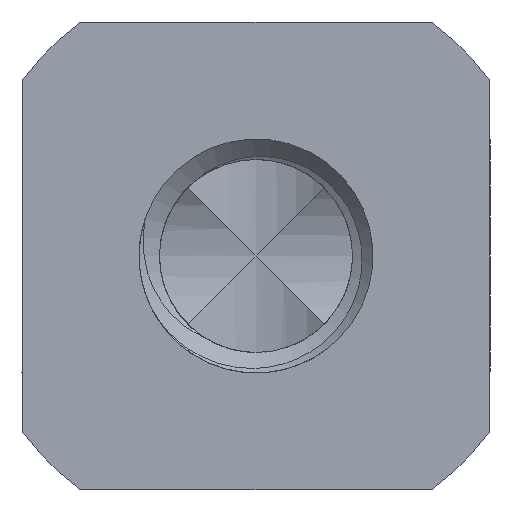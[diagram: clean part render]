
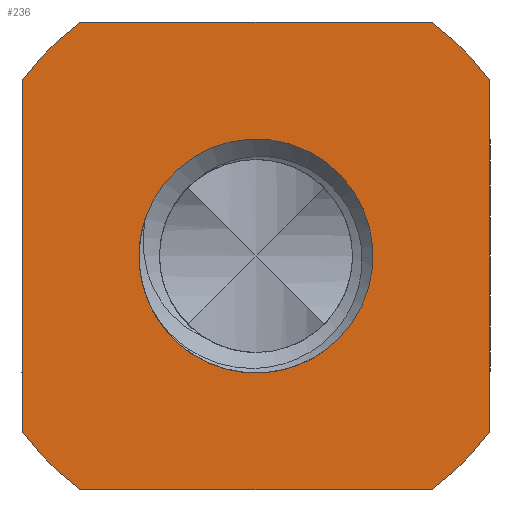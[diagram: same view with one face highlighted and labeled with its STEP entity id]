
A CAD part, front view. The second image highlights one B-rep face of the part: STEP entity #236.
In plain terms, the highlighted planar face has unit normal (0, -1, 0).
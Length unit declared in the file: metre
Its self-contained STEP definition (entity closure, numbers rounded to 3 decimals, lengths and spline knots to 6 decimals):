
#236 = ADVANCED_FACE( 'NONE', ( #540, #541 ), #542, .F. );
#540 = FACE_OUTER_BOUND( '', #1435, .T. );
#541 = FACE_BOUND( '', #1436, .T. );
#542 = PLANE( '', #1437 );
#1435 = EDGE_LOOP( '', ( #3094, #3095, #3096, #3097, #3098, #3099, #3100, #3101 ) );
#1436 = EDGE_LOOP( '', ( #3102, #3103 ) );
#1437 = AXIS2_PLACEMENT_3D( '', #3104, #3105, #3106 );
#3094 = ORIENTED_EDGE( '', *, *, #3991, .F. );
#3095 = ORIENTED_EDGE( '', *, *, #4204, .F. );
#3096 = ORIENTED_EDGE( '', *, *, #4205, .F. );
#3097 = ORIENTED_EDGE( '', *, *, #3931, .F. );
#3098 = ORIENTED_EDGE( '', *, *, #4206, .T. );
#3099 = ORIENTED_EDGE( '', *, *, #4011, .F. );
#3100 = ORIENTED_EDGE( '', *, *, #4015, .T. );
#3101 = ORIENTED_EDGE( '', *, *, #4022, .F. );
#3102 = ORIENTED_EDGE( '', *, *, #4113, .T. );
#3103 = ORIENTED_EDGE( '', *, *, #3831, .T. );
#3104 = CARTESIAN_POINT( '', ( 0., -0.004, 0. ) );
#3105 = DIRECTION( '', ( 0., 1., 0. ) );
#3106 = DIRECTION( '', ( 1., 0., 0. ) );
#3831 = EDGE_CURVE( 'NONE', #4425, #4423, #4426, .T. );
#3931 = EDGE_CURVE( 'NONE', #4610, #4611, #4612, .T. );
#3991 = EDGE_CURVE( 'NONE', #4713, #4714, #4715, .T. );
#4011 = EDGE_CURVE( 'NONE', #4748, #4749, #4750, .T. );
#4015 = EDGE_CURVE( 'NONE', #4748, #4754, #4755, .T. );
#4022 = EDGE_CURVE( 'NONE', #4714, #4754, #4766, .T. );
#4113 = EDGE_CURVE( 'NONE', #4423, #4425, #4922, .T. );
#4204 = EDGE_CURVE( 'NONE', #5076, #4713, #5077, .T. );
#4205 = EDGE_CURVE( 'NONE', #4611, #5076, #5078, .T. );
#4206 = EDGE_CURVE( 'NONE', #4610, #4749, #5079, .T. );
#4423 = VERTEX_POINT( 'NONE', #5437 );
#4425 = VERTEX_POINT( 'NONE', #5453 );
#4426 = CIRCLE( '', #5454, 0.002 );
#4610 = VERTEX_POINT( 'NONE', #6226 );
#4611 = VERTEX_POINT( 'NONE', #6227 );
#4612 = CIRCLE( '', #6228, 0.005 );
#4713 = VERTEX_POINT( 'NONE', #6439 );
#4714 = VERTEX_POINT( 'NONE', #6440 );
#4715 = LINE( '', #6441, #6442 );
#4748 = VERTEX_POINT( 'NONE', #6516 );
#4749 = VERTEX_POINT( 'NONE', #6517 );
#4750 = CIRCLE( '', #6518, 0.005 );
#4754 = VERTEX_POINT( 'NONE', #6524 );
#4755 = LINE( '', #6525, #6526 );
#4766 = CIRCLE( '', #6538, 0.005 );
#4922 = CIRCLE( '', #7368, 0.002 );
#5076 = VERTEX_POINT( 'NONE', #8328 );
#5077 = CIRCLE( '', #8329, 0.005 );
#5078 = LINE( '', #8330, #8331 );
#5079 = LINE( '', #8332, #8333 );
#5437 = CARTESIAN_POINT( '', ( -0.001783, -0.004, -0.000905 ) );
#5453 = CARTESIAN_POINT( '', ( -0.001894, -0.004, 0.000642 ) );
#5454 = AXIS2_PLACEMENT_3D( '', #9831, #9832, #9833 );
#6226 = CARTESIAN_POINT( '', ( -0.003, -0.004, -0.004 ) );
#6227 = CARTESIAN_POINT( '', ( -0.004, -0.004, -0.003 ) );
#6228 = AXIS2_PLACEMENT_3D( '', #9922, #9923, #9924 );
#6439 = CARTESIAN_POINT( '', ( -0.003, -0.004, 0.004 ) );
#6440 = CARTESIAN_POINT( '', ( 0.003, -0.004, 0.004 ) );
#6441 = CARTESIAN_POINT( '', ( 0., -0.004, 0.004 ) );
#6442 = VECTOR( '', #10003, 1. );
#6516 = CARTESIAN_POINT( '', ( 0.004, -0.004, -0.003 ) );
#6517 = CARTESIAN_POINT( '', ( 0.003, -0.004, -0.004 ) );
#6518 = AXIS2_PLACEMENT_3D( '', #10033, #10034, #10035 );
#6524 = CARTESIAN_POINT( '', ( 0.004, -0.004, 0.003 ) );
#6525 = CARTESIAN_POINT( '', ( 0.004, -0.004, 0. ) );
#6526 = VECTOR( '', #10038, 1. );
#6538 = AXIS2_PLACEMENT_3D( '', #10052, #10053, #10054 );
#7368 = AXIS2_PLACEMENT_3D( '', #10118, #10119, #10120 );
#8328 = CARTESIAN_POINT( '', ( -0.004, -0.004, 0.003 ) );
#8329 = AXIS2_PLACEMENT_3D( '', #10145, #10146, #10147 );
#8330 = CARTESIAN_POINT( '', ( -0.004, -0.004, 0. ) );
#8331 = VECTOR( '', #10148, 1. );
#8332 = CARTESIAN_POINT( '', ( 0., -0.004, -0.004 ) );
#8333 = VECTOR( '', #10149, 1. );
#9831 = CARTESIAN_POINT( '', ( 0., -0.004, 0. ) );
#9832 = DIRECTION( '', ( 0., 1., 0. ) );
#9833 = DIRECTION( '', ( 0., 0., 1. ) );
#9922 = CARTESIAN_POINT( '', ( 0., -0.004, 0. ) );
#9923 = DIRECTION( '', ( 0., 1., 0. ) );
#9924 = DIRECTION( '', ( 0., 0., 1. ) );
#10003 = DIRECTION( '', ( 1., 0., 0. ) );
#10033 = CARTESIAN_POINT( '', ( 0., -0.004, 0. ) );
#10034 = DIRECTION( '', ( 0., 1., 0. ) );
#10035 = DIRECTION( '', ( 0., 0., 1. ) );
#10038 = DIRECTION( '', ( 0., 0., 1. ) );
#10052 = CARTESIAN_POINT( '', ( 0., -0.004, 0. ) );
#10053 = DIRECTION( '', ( 0., 1., 0. ) );
#10054 = DIRECTION( '', ( 0., 0., 1. ) );
#10118 = CARTESIAN_POINT( '', ( 0., -0.004, 0. ) );
#10119 = DIRECTION( '', ( 0., 1., 0. ) );
#10120 = DIRECTION( '', ( 0., 0., 1. ) );
#10145 = CARTESIAN_POINT( '', ( 0., -0.004, 0. ) );
#10146 = DIRECTION( '', ( 0., 1., 0. ) );
#10147 = DIRECTION( '', ( 0., 0., 1. ) );
#10148 = DIRECTION( '', ( 0., 0., 1. ) );
#10149 = DIRECTION( '', ( 1., 0., 0. ) );
